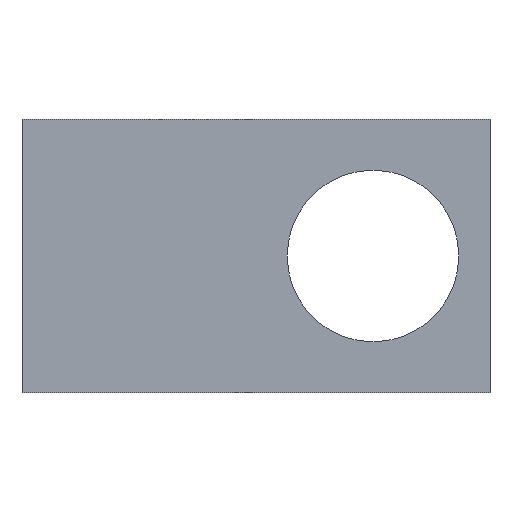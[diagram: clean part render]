
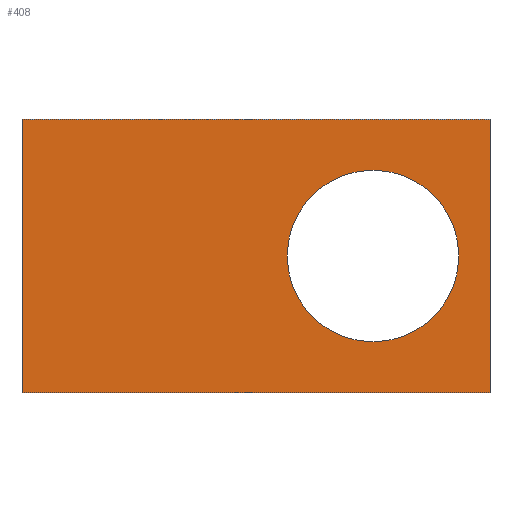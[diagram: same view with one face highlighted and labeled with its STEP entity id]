
A CAD part, front view. The second image highlights one B-rep face of the part: STEP entity #408.
In plain terms, the highlighted planar face has unit normal (0, -1, 0).
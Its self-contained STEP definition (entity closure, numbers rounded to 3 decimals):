
#5=DIRECTION('',(0.,0.,-1.));
#6=VECTOR('',#5,35.);
#7=CARTESIAN_POINT('',(0.,0.,17.5));
#8=LINE('',#7,#6);
#97=DIRECTION('',(1.,0.,0.));
#98=VECTOR('',#97,60.);
#99=CARTESIAN_POINT('',(0.,0.,-17.5));
#100=LINE('',#99,#98);
#111=DIRECTION('',(1.,0.,0.));
#112=VECTOR('',#111,60.);
#113=CARTESIAN_POINT('',(0.,0.,17.5));
#114=LINE('',#113,#112);
#115=CARTESIAN_POINT('',(45.,0.,0.));
#116=DIRECTION('',(0.,1.,0.));
#117=DIRECTION('',(0.,0.,-1.));
#118=AXIS2_PLACEMENT_3D('',#115,#116,#117);
#120=CARTESIAN_POINT('',(45.,0.,0.));
#121=DIRECTION('',(0.,1.,0.));
#122=DIRECTION('',(0.,0.,1.));
#123=AXIS2_PLACEMENT_3D('',#120,#121,#122);
#153=DIRECTION('',(0.,0.,-1.));
#154=VECTOR('',#153,35.);
#155=CARTESIAN_POINT('',(60.,0.,17.5));
#156=LINE('',#155,#154);
#182=CARTESIAN_POINT('',(0.,0.,17.5));
#184=VERTEX_POINT('',#182);
#185=CARTESIAN_POINT('',(0.,0.,-17.5));
#186=VERTEX_POINT('',#185);
#198=CARTESIAN_POINT('',(60.,0.,17.5));
#200=VERTEX_POINT('',#198);
#201=CARTESIAN_POINT('',(60.,0.,-17.5));
#202=VERTEX_POINT('',#201);
#229=CARTESIAN_POINT('',(45.,0.,-11.));
#230=CARTESIAN_POINT('',(45.,0.,11.));
#231=VERTEX_POINT('',#229);
#232=VERTEX_POINT('',#230);
#390=CARTESIAN_POINT('',(0.,0.,17.5));
#391=DIRECTION('',(0.,-1.,0.));
#392=DIRECTION('',(0.,0.,-1.));
#393=AXIS2_PLACEMENT_3D('',#390,#391,#392);
#394=PLANE('',#393);
#395=ORIENTED_EDGE('',*,*,#244,.F.);
#396=ORIENTED_EDGE('',*,*,#271,.T.);
#398=ORIENTED_EDGE('',*,*,#397,.T.);
#399=ORIENTED_EDGE('',*,*,#376,.F.);
#400=EDGE_LOOP('',(#395,#396,#398,#399));
#401=FACE_OUTER_BOUND('',#400,.F.);
#403=ORIENTED_EDGE('',*,*,#402,.F.);
#405=ORIENTED_EDGE('',*,*,#404,.F.);
#406=EDGE_LOOP('',(#403,#405));
#407=FACE_BOUND('',#406,.F.);
#408=ADVANCED_FACE('',(#401,#407),#394,.T.);
#119=CIRCLE('',#118,11.);
#124=CIRCLE('',#123,11.);
#244=EDGE_CURVE('',#184,#186,#8,.T.);
#271=EDGE_CURVE('',#184,#200,#114,.T.);
#376=EDGE_CURVE('',#186,#202,#100,.T.);
#397=EDGE_CURVE('',#200,#202,#156,.T.);
#402=EDGE_CURVE('',#231,#232,#119,.T.);
#404=EDGE_CURVE('',#232,#231,#124,.T.);
